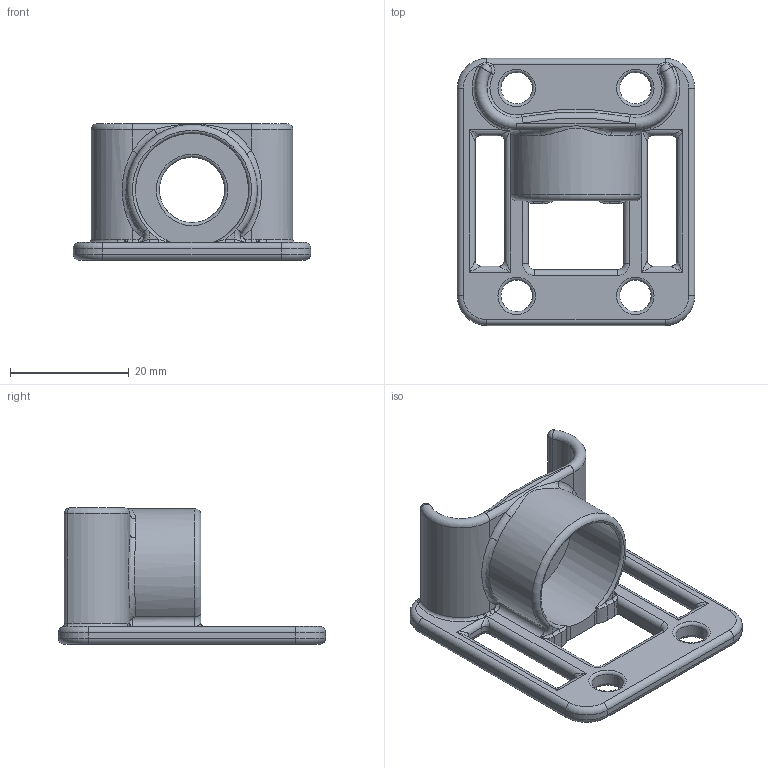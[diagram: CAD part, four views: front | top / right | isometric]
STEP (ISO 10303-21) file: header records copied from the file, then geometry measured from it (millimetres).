
FILE_DESCRIPTION(/* description */ (''),/* implementation_level */ '2;1');
FILE_NAME(/* name */ 'bearing-mount.stp',/* time_stamp */ '2014-09-10T15:57:22-07:00',/* author */ ('Michael'),/* organization */ (''),/* preprocessor_version */ 'ST-DEVELOPER v15.6',/* originating_system */ 'Autodesk Inventor 2015',/* authorisation */ '');
FILE_SCHEMA (('AUTOMOTIVE_DESIGN { 1 0 10303 214 3 1 1 }'));
Length unit declared in the file: millimetre
Products named in the file (1): bearing-mount
Bounding box: 40 x 45 x 23 mm (x, y, z)
Volume: 6477.3 mm3; surface area: 6343.9 mm2
Topology: 1 solids, 1 shells, 174 faces, 422 edges, 229 vertices
Faces by surface type: cylinder 64, bspline 42, torus 37, plane 29, sphere 2
Full cylindrical faces by diameter (mm): 5.3 x4, 11 x1, 19.07 x1
Entity records: 6208 total; most frequent: CARTESIAN_POINT 2429, DIRECTION 785, ORIENTED_EDGE 766, EDGE_CURVE 383, AXIS2_PLACEMENT_3D 331, VERTEX_POINT 223, EDGE_LOOP 202, FACE_OUTER_BOUND 174
